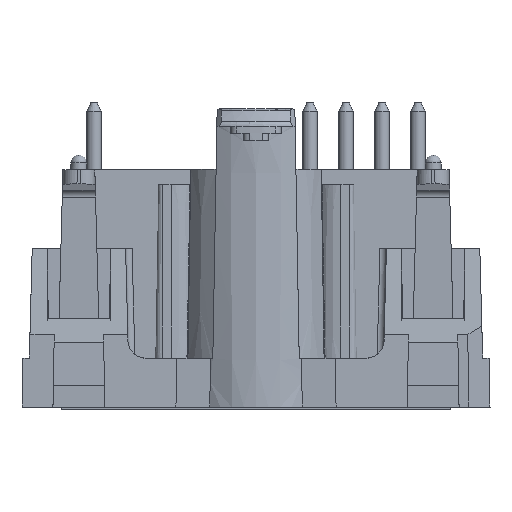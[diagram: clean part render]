
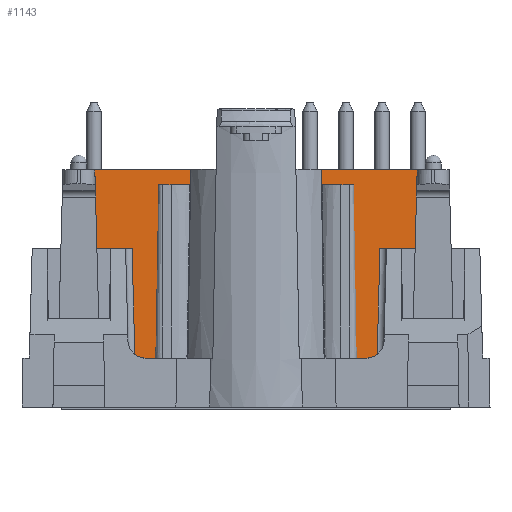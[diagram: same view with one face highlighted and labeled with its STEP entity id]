
A CAD part, left-side view. The second image highlights one B-rep face of the part: STEP entity #1143.
In plain terms, the highlighted planar face has unit normal (-1, 0, 0.026).
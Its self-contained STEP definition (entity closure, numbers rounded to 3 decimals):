
#1143 = ADVANCED_FACE( '', ( #3099 ), #3100, .T. );
#3099 = FACE_OUTER_BOUND( '', #6070, .T. );
#3100 = PLANE( '', #6071 );
#6070 = EDGE_LOOP( '', ( #9616, #9617, #9618, #9619, #9620, #9621, #9622, #9623 ) );
#6071 = AXIS2_PLACEMENT_3D( '', #9624, #9625, #9626 );
#9616 = ORIENTED_EDGE( '', *, *, #17329, .T. );
#9617 = ORIENTED_EDGE( '', *, *, #17330, .F. );
#9618 = ORIENTED_EDGE( '', *, *, #17331, .F. );
#9619 = ORIENTED_EDGE( '', *, *, #17332, .T. );
#9620 = ORIENTED_EDGE( '', *, *, #17210, .F. );
#9621 = ORIENTED_EDGE( '', *, *, #17333, .F. );
#9622 = ORIENTED_EDGE( '', *, *, #17334, .F. );
#9623 = ORIENTED_EDGE( '', *, *, #17335, .F. );
#9624 = CARTESIAN_POINT( '', ( -20.75, 0., 1. ) );
#9625 = DIRECTION( '', ( -1., 0., 0.026 ) );
#9626 = DIRECTION( '', ( -0.026, 0., -1. ) );
#17210 = EDGE_CURVE( '', #20681, #20683, #20684, .T. );
#17329 = EDGE_CURVE( '', #20899, #20900, #20901, .F. );
#17330 = EDGE_CURVE( '', #20902, #20900, #20903, .T. );
#17331 = EDGE_CURVE( '', #20904, #20902, #20905, .F. );
#17332 = EDGE_CURVE( '', #20904, #20683, #20906, .T. );
#17333 = EDGE_CURVE( '', #20907, #20681, #20908, .T. );
#17334 = EDGE_CURVE( '', #20909, #20907, #20910, .F. );
#17335 = EDGE_CURVE( '', #20899, #20909, #20911, .F. );
#20681 = VERTEX_POINT( '', #25643 );
#20683 = VERTEX_POINT( '', #25645 );
#20684 = LINE( '', #25646, #25647 );
#20899 = VERTEX_POINT( '', #25948 );
#20900 = VERTEX_POINT( '', #25949 );
#20901 = LINE( '', #25950, #25951 );
#20902 = VERTEX_POINT( '', #25952 );
#20903 = LINE( '', #25953, #25954 );
#20904 = VERTEX_POINT( '', #25955 );
#20905 = LINE( '', #25956, #25957 );
#20906 = LINE( '', #25958, #25959 );
#20907 = VERTEX_POINT( '', #25960 );
#20908 = LINE( '', #25961, #25962 );
#20909 = VERTEX_POINT( '', #25963 );
#20910 = LINE( '', #25964, #25965 );
#20911 = LINE( '', #25966, #25967 );
#25643 = CARTESIAN_POINT( '', ( -20.75, -8.35, 1. ) );
#25645 = CARTESIAN_POINT( '', ( -20.75, 8.35, 1. ) );
#25646 = CARTESIAN_POINT( '', ( -20.75, 0., 1. ) );
#25647 = VECTOR( '', #31588, 1000. );
#25948 = CARTESIAN_POINT( '', ( -20.348, -12.218, 16.35 ) );
#25949 = CARTESIAN_POINT( '', ( -20.348, 12.218, 16.35 ) );
#25950 = CARTESIAN_POINT( '', ( -20.348, 0., 16.35 ) );
#25951 = VECTOR( '', #31717, 1000. );
#25952 = CARTESIAN_POINT( '', ( -20.492, 12.7, 10.85 ) );
#25953 = CARTESIAN_POINT( '', ( -20.719, 13.458, 2.177 ) );
#25954 = VECTOR( '', #31718, 1000. );
#25955 = CARTESIAN_POINT( '', ( -20.492, 8.608, 10.85 ) );
#25956 = CARTESIAN_POINT( '', ( -20.492, 0., 10.85 ) );
#25957 = VECTOR( '', #31719, 1000. );
#25958 = CARTESIAN_POINT( '', ( -20.75, 8.35, 1.012 ) );
#25959 = VECTOR( '', #31720, 1000. );
#25960 = CARTESIAN_POINT( '', ( -20.492, -8.608, 10.85 ) );
#25961 = CARTESIAN_POINT( '', ( -20.75, -8.35, 1.012 ) );
#25962 = VECTOR( '', #31721, 1000. );
#25963 = CARTESIAN_POINT( '', ( -20.492, -12.7, 10.85 ) );
#25964 = CARTESIAN_POINT( '', ( -20.492, 0., 10.85 ) );
#25965 = VECTOR( '', #31722, 1000. );
#25966 = CARTESIAN_POINT( '', ( -20.719, -13.458, 2.177 ) );
#25967 = VECTOR( '', #31723, 1000. );
#31588 = DIRECTION( '', ( 0., 1., 0. ) );
#31717 = DIRECTION( '', ( 0., -1., 0. ) );
#31718 = DIRECTION( '', ( 0.026, -0.087, 0.996 ) );
#31719 = DIRECTION( '', ( 0., -1., 0. ) );
#31720 = DIRECTION( '', ( -0.026, -0.026, -0.999 ) );
#31721 = DIRECTION( '', ( -0.026, 0.026, -0.999 ) );
#31722 = DIRECTION( '', ( 0., -1., 0. ) );
#31723 = DIRECTION( '', ( 0.026, 0.087, 0.996 ) );
